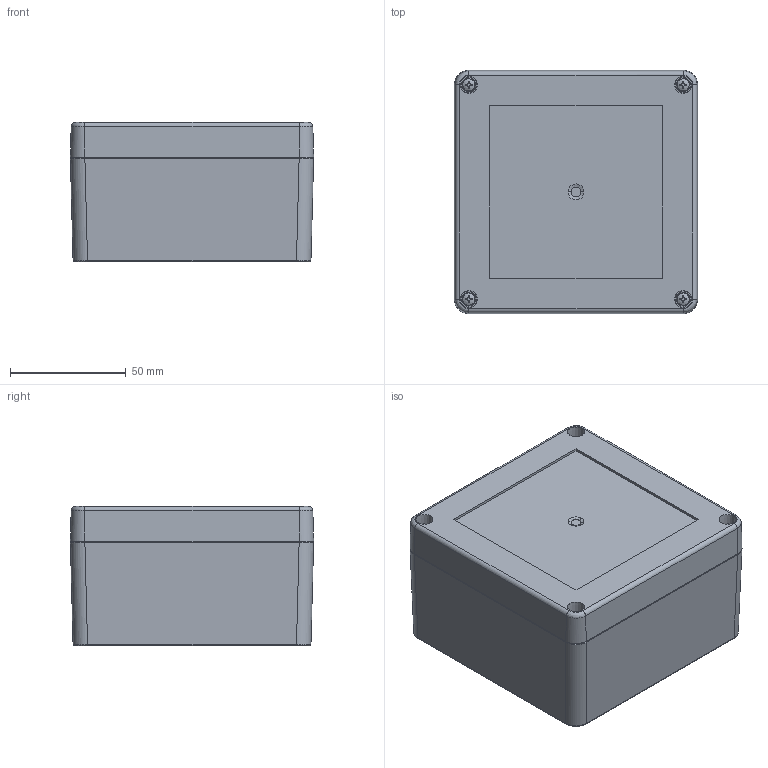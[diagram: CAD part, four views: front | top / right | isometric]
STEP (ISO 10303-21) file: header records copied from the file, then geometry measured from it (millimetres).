
FILE_DESCRIPTION(/* description */ (''),/* implementation_level */ '2;1');
FILE_NAME(/* name */ '2504601_3D.stp',/* time_stamp */ '2022-05-13T10:27:57+02:00',/* author */ ('haertel'),/* organization */ (''),/* preprocessor_version */ 'ST-DEVELOPER v18.1',/* originating_system */ 'Autodesk Inventor 2022',/* authorisation */ '');
FILE_SCHEMA (('AUTOMOTIVE_DESIGN { 1 0 10303 214 3 1 1 }'));
Length unit declared in the file: millimetre
Products named in the file (6): 2504601_3D; 2504601_3D_1; 2504601_3D_7; 2504601_3D_6; GWDBU_Pencom_M3 - IN2304 - TMZ-M3-5.2; DIN 7985 M3x17x12
Assembly tree (11 placements, depth 2):
  2504601_3D
    2504601_3D_1
    2504601_3D_7
    2504601_3D_6
    GWDBU_Pencom_M3 - IN2304 - TMZ-M3-5.2  x4
    DIN 7985 M3x17x12  x4
Bounding box: 104.99 x 104.99 x 60.09 mm (x, y, z)
Volume: 153578.3 mm3; surface area: 113582.8 mm2
Topology: 11 solids, 11 shells, 1635 faces, 3619 edges, 2072 vertices
Faces by surface type: plane 1055, cone 340, bspline 132, cylinder 96, torus 8, sphere 4
Full cylindrical faces by diameter (mm): 2.5 x4, 2.75 x4, 2.8 x4, 2.979 x1, 3 x4, 3.179 x9, 3.199 x2, 3.5 x4, 3.65 x16, 3.979 x8, 4 x4
Entity records: 29354 total; most frequent: CARTESIAN_POINT 11174, ORIENTED_EDGE 3836, DIRECTION 3462, EDGE_CURVE 1918, AXIS2_PLACEMENT_3D 1266, VERTEX_POINT 1187, LINE 930, VECTOR 930
